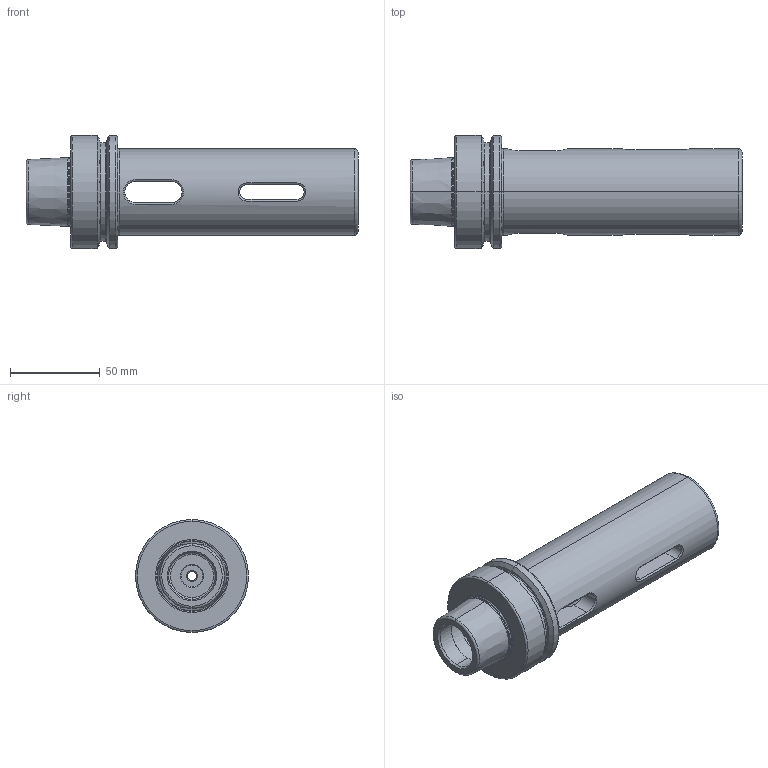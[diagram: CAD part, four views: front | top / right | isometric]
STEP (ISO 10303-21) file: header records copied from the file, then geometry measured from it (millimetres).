
FILE_DESCRIPTION (( 'STEP AP203' ), '1' );
FILE_NAME ('F63.07.04.STEP', '2017-12-26T01:30:54', ( '' ), ( '' ), 'SwSTEP 2.0', 'SolidWorks 2012', '' );
FILE_SCHEMA (( 'CONFIG_CONTROL_DESIGN' ));
Length unit declared in the file: millimetre
Products named in the file (1): F63.07.04
Bounding box: 185 x 63 x 63 mm (x, y, z)
Volume: 232376.4 mm3; surface area: 50253.4 mm2
Topology: 1 solids, 1 shells, 122 faces, 272 edges, 157 vertices
Faces by surface type: cylinder 34, torus 29, plane 27, cone 24, bspline 8
Entity records: 7777 total; most frequent: CARTESIAN_POINT 5010, DIRECTION 584, ORIENTED_EDGE 544, EDGE_CURVE 272, AXIS2_PLACEMENT_3D 245, VERTEX_POINT 157, EDGE_LOOP 137, CIRCLE 130
